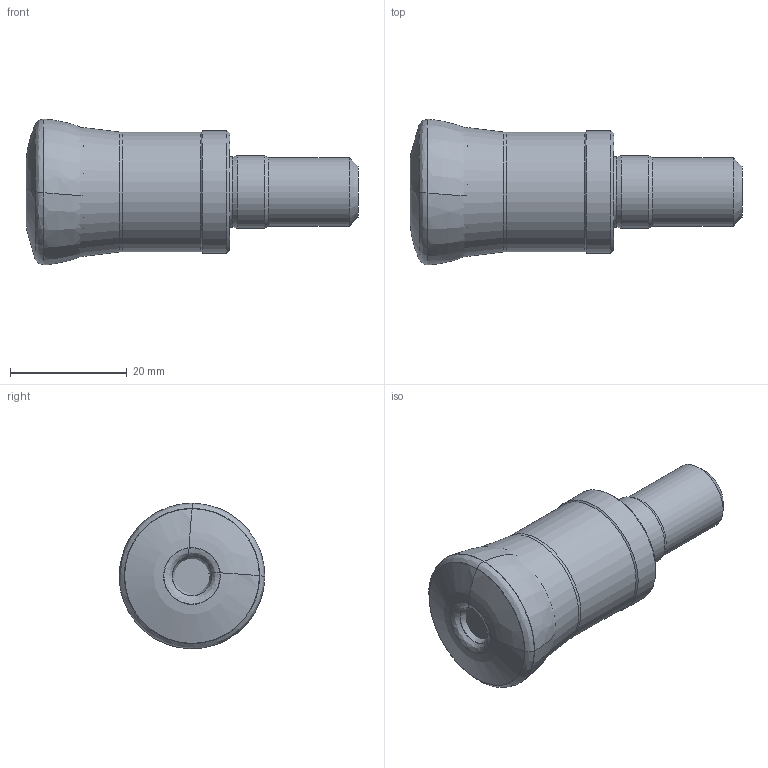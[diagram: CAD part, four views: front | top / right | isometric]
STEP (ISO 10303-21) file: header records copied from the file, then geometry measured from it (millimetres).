
FILE_DESCRIPTION(/* description */ (''),/* implementation_level */ '2;1');
FILE_NAME(/* name */ 'AHFM-SP1004-D25-M12-L35-Z02-H.stp',/* time_stamp */ '2023-10-18T14:10:47+03:00',/* author */ (''),/* organization */ (''),/* preprocessor_version */ 'ST-DEVELOPER v19.4',/* originating_system */ 'SIEMENS PLM Software NX2306.5001',/* authorisation */ '');
FILE_SCHEMA (('AUTOMOTIVE_DESIGN { 1 0 10303 214 3 1 1 1 }'));
Length unit declared in the file: millimetre
Products named in the file (1): AHFM-SP1004-D25-M12-L35-Z02-H-LIGHT_x_t_objects
Bounding box: 56.99 x 25 x 25 mm (x, y, z)
Volume: 18625.4 mm3; surface area: 5346.6 mm2
Topology: 2 solids, 2 shells, 54 faces, 104 edges, 53 vertices
Faces by surface type: bspline 32, cone 7, torus 5, cylinder 4, plane 3, revolution 3
Full cylindrical faces by diameter (mm): 11.75 x1, 12.5 x1, 20.5 x1, 21 x1
Entity records: 2758 total; most frequent: CARTESIAN_POINT 1867, ORIENTED_EDGE 170, DIRECTION 149, EDGE_CURVE 85, EDGE_LOOP 74, AXIS2_PLACEMENT_3D 73, ADVANCED_FACE 54, VERTEX_POINT 53
